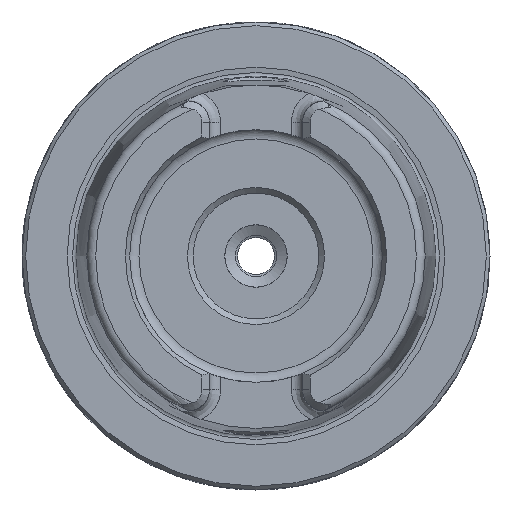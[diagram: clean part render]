
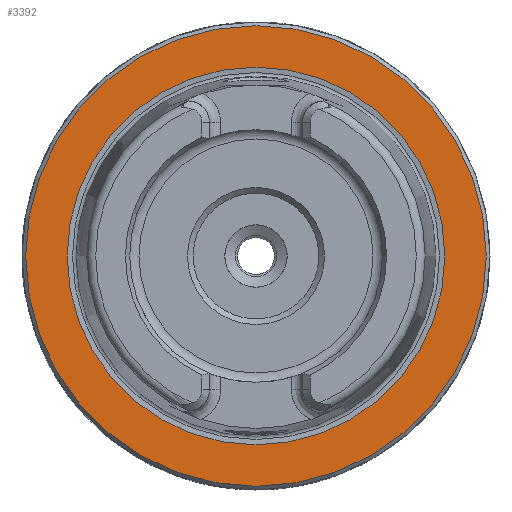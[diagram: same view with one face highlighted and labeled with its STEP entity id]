
A CAD part, left-side view. The second image highlights one B-rep face of the part: STEP entity #3392.
In plain terms, the highlighted planar face has unit normal (-1, 0, 0).
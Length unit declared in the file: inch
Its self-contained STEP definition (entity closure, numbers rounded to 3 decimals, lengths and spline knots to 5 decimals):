
#3358=CARTESIAN_POINT('',(0.0,31.,0.));
#3359=VERTEX_POINT('',#3358);
#3360=CARTESIAN_POINT('',(0.0,0.0,0.0));
#3361=DIRECTION('',(1.0,0.0,0.0));
#3362=DIRECTION('',(0.0,-1.0,0.0));
#3363=AXIS2_PLACEMENT_3D('',#3360,#3361,#3362);
#3364=CIRCLE('',#3363,31.);
#3365=EDGE_CURVE('',#3359,#3359,#3364,.T.);
#3373=CARTESIAN_POINT('',(0.0,15.75,0.0));
#3374=DIRECTION('',(-1.0,0.0,0.0));
#3375=DIRECTION('',(0.0,0.0,1.0));
#3376=AXIS2_PLACEMENT_3D('',#3373,#3374,#3375);
#3377=PLANE('',#3376);
#3378=ORIENTED_EDGE('',*,*,#3365,.F.);
#3379=EDGE_LOOP('',(#3378));
#3380=FACE_OUTER_BOUND('',#3379,.T.);
#3381=CARTESIAN_POINT('',(0.0,25.42043,0.0));
#3382=VERTEX_POINT('',#3381);
#3383=CARTESIAN_POINT('',(0.0,0.0,0.0));
#3384=DIRECTION('',(1.0,0.0,0.0));
#3385=DIRECTION('',(0.0,1.0,0.0));
#3386=AXIS2_PLACEMENT_3D('',#3383,#3384,#3385);
#3387=CIRCLE('',#3386,25.42043);
#3388=EDGE_CURVE('',#3382,#3382,#3387,.T.);
#3389=ORIENTED_EDGE('',*,*,#3388,.T.);
#3390=EDGE_LOOP('',(#3389));
#3391=FACE_BOUND('',#3390,.T.);
#3392=ADVANCED_FACE('',(#3380,#3391),#3377,.T.);
